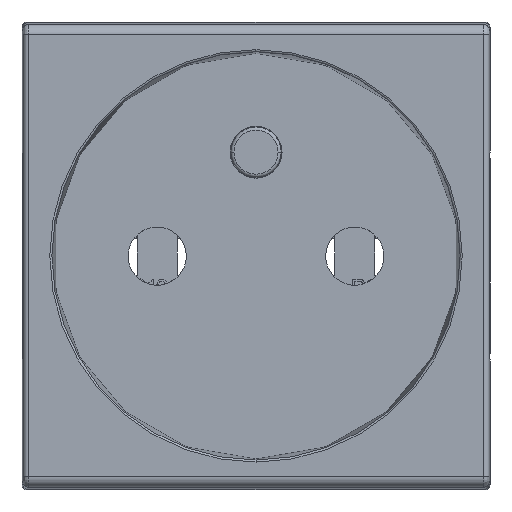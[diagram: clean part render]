
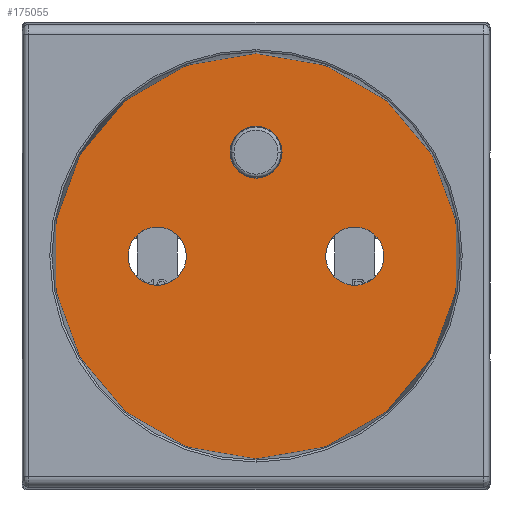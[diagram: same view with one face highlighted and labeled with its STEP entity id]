
A CAD part, top view. The second image highlights one B-rep face of the part: STEP entity #175055.
In plain terms, the highlighted planar face has unit normal (0, 0, 1).
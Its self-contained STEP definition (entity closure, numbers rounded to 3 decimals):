
#173983=AXIS2_PLACEMENT_3D('Circle Axis2P3D',#173981,#173982,$) ;
#174007=AXIS2_PLACEMENT_3D('Circle Axis2P3D',#174005,#174006,$) ;
#174881=AXIS2_PLACEMENT_3D('Circle Axis2P3D',#174879,#174880,$) ;
#174910=AXIS2_PLACEMENT_3D('Circle Axis2P3D',#174908,#174909,$) ;
#174943=AXIS2_PLACEMENT_3D('Circle Axis2P3D',#174941,#174942,$) ;
#174967=AXIS2_PLACEMENT_3D('Circle Axis2P3D',#174965,#174966,$) ;
#175000=AXIS2_PLACEMENT_3D('Circle Axis2P3D',#174998,#174999,$) ;
#175024=AXIS2_PLACEMENT_3D('Circle Axis2P3D',#175022,#175023,$) ;
#175037=AXIS2_PLACEMENT_3D('Plane Axis2P3D',#175034,#175035,#175036) ;
#173978=CARTESIAN_POINT('Vertex',(0.,19.5,-6.45)) ;
#173981=CARTESIAN_POINT('Axis2P3D Location',(0.,0.,-6.45)) ;
#173985=CARTESIAN_POINT('Vertex',(0.,-19.5,-6.45)) ;
#174005=CARTESIAN_POINT('Axis2P3D Location',(0.,0.,-6.45)) ;
#174876=CARTESIAN_POINT('Vertex',(0.,12.5,-6.45)) ;
#174879=CARTESIAN_POINT('Axis2P3D Location',(0.,10.,-6.45)) ;
#174883=CARTESIAN_POINT('Vertex',(0.,7.5,-6.45)) ;
#174908=CARTESIAN_POINT('Axis2P3D Location',(0.,10.,-6.45)) ;
#174938=CARTESIAN_POINT('Vertex',(-12.3,0.,-6.45)) ;
#174941=CARTESIAN_POINT('Axis2P3D Location',(-9.5,0.,-6.45)) ;
#174945=CARTESIAN_POINT('Vertex',(-6.7,0.,-6.45)) ;
#174965=CARTESIAN_POINT('Axis2P3D Location',(-9.5,0.,-6.45)) ;
#174995=CARTESIAN_POINT('Vertex',(6.7,0.,-6.45)) ;
#174998=CARTESIAN_POINT('Axis2P3D Location',(9.5,0.,-6.45)) ;
#175002=CARTESIAN_POINT('Vertex',(12.3,0.,-6.45)) ;
#175022=CARTESIAN_POINT('Axis2P3D Location',(9.5,0.,-6.45)) ;
#175034=CARTESIAN_POINT('Axis2P3D Location',(0.,0.,-6.45)) ;
#173982=DIRECTION('Axis2P3D Direction',(0.,0.,1.)) ;
#174006=DIRECTION('Axis2P3D Direction',(0.,0.,1.)) ;
#174880=DIRECTION('Axis2P3D Direction',(-0.,0.,1.)) ;
#174909=DIRECTION('Axis2P3D Direction',(-0.,0.,1.)) ;
#174942=DIRECTION('Axis2P3D Direction',(0.,0.,1.)) ;
#174966=DIRECTION('Axis2P3D Direction',(0.,0.,1.)) ;
#174999=DIRECTION('Axis2P3D Direction',(0.,0.,-1.)) ;
#175023=DIRECTION('Axis2P3D Direction',(0.,0.,-1.)) ;
#175035=DIRECTION('Axis2P3D Direction',(-0.,-0.,-1.)) ;
#175036=DIRECTION('Axis2P3D XDirection',(0.,-1.,0.)) ;
#175040=ORIENTED_EDGE('',*,*,#173987,.F.) ;
#175041=ORIENTED_EDGE('',*,*,#174009,.F.) ;
#175044=ORIENTED_EDGE('',*,*,#175004,.T.) ;
#175045=ORIENTED_EDGE('',*,*,#175026,.T.) ;
#175048=ORIENTED_EDGE('',*,*,#174947,.T.) ;
#175049=ORIENTED_EDGE('',*,*,#174969,.T.) ;
#175052=ORIENTED_EDGE('',*,*,#174885,.T.) ;
#175053=ORIENTED_EDGE('',*,*,#174912,.T.) ;
#175046=FACE_BOUND('',#175043,.T.) ;
#175050=FACE_BOUND('',#175047,.T.) ;
#175054=FACE_BOUND('',#175051,.T.) ;
#175055=ADVANCED_FACE('0043947.1\\Corps de pi\X2\00E8\X0\ce.2',(#175042,#175046,#175050,#175054),#175038,.F.) ;
#173984=CIRCLE('generated circle',#173983,19.499) ;
#174008=CIRCLE('generated circle',#174007,19.499) ;
#174882=CIRCLE('generated circle',#174881,2.5) ;
#174911=CIRCLE('generated circle',#174910,2.5) ;
#174944=CIRCLE('generated circle',#174943,2.8) ;
#174968=CIRCLE('generated circle',#174967,2.8) ;
#175001=CIRCLE('generated circle',#175000,2.8) ;
#175025=CIRCLE('generated circle',#175024,2.8) ;
#173987=EDGE_CURVE('',#173979,#173986,#173984,.F.) ;
#174009=EDGE_CURVE('',#173986,#173979,#174008,.F.) ;
#174885=EDGE_CURVE('',#174884,#174877,#174882,.F.) ;
#174912=EDGE_CURVE('',#174877,#174884,#174911,.F.) ;
#174947=EDGE_CURVE('',#174946,#174939,#174944,.F.) ;
#174969=EDGE_CURVE('',#174939,#174946,#174968,.F.) ;
#175004=EDGE_CURVE('',#175003,#174996,#175001,.T.) ;
#175026=EDGE_CURVE('',#174996,#175003,#175025,.T.) ;
#175039=EDGE_LOOP('',(#175040,#175041)) ;
#175043=EDGE_LOOP('',(#175044,#175045)) ;
#175047=EDGE_LOOP('',(#175048,#175049)) ;
#175051=EDGE_LOOP('',(#175052,#175053)) ;
#175042=FACE_OUTER_BOUND('',#175039,.T.) ;
#175038=PLANE('',#175037) ;
#173979=VERTEX_POINT('',#173978) ;
#173986=VERTEX_POINT('',#173985) ;
#174877=VERTEX_POINT('',#174876) ;
#174884=VERTEX_POINT('',#174883) ;
#174939=VERTEX_POINT('',#174938) ;
#174946=VERTEX_POINT('',#174945) ;
#174996=VERTEX_POINT('',#174995) ;
#175003=VERTEX_POINT('',#175002) ;
